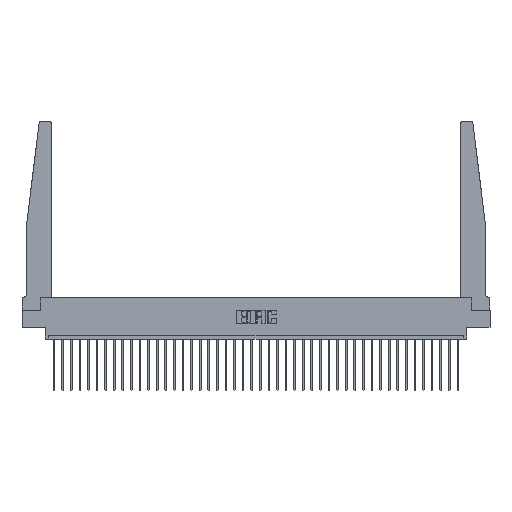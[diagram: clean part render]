
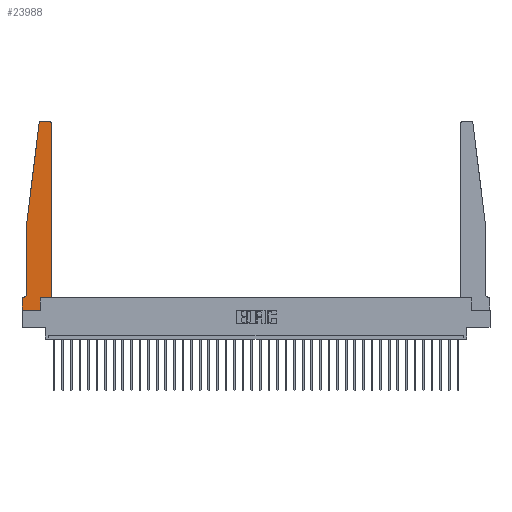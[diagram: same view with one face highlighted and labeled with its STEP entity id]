
A CAD part, top view. The second image highlights one B-rep face of the part: STEP entity #23988.
In plain terms, the highlighted planar face has unit normal (0, 0, 1).
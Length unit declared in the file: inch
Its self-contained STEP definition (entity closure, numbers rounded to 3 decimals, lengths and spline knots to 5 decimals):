
#289 = ORIENTED_EDGE ( 'NONE', *, *, #11401, .T. ) ;
#847 = VERTEX_POINT ( 'NONE', #1942 ) ;
#1076 = FACE_OUTER_BOUND ( 'NONE', #33528, .T. ) ;
#1086 = DIRECTION ( 'NONE',  ( 0., -1., 0. ) ) ;
#1600 = DIRECTION ( 'NONE',  ( -1., 0., 0. ) ) ;
#1942 = CARTESIAN_POINT ( 'NONE',  ( 0.065, 0.2375, 0.37 ) ) ;
#2250 = VECTOR ( 'NONE', #27466, 39.37008 ) ;
#2573 = VERTEX_POINT ( 'NONE', #14027 ) ;
#2784 = EDGE_CURVE ( 'NONE', #6396, #18910, #12550, .T. ) ;
#3080 = ORIENTED_EDGE ( 'NONE', *, *, #16245, .T. ) ;
#3087 = ORIENTED_EDGE ( 'NONE', *, *, #2784, .T. ) ;
#3166 = CARTESIAN_POINT ( 'NONE',  ( 0.27653, 2.72, 0.37 ) ) ;
#3198 = VECTOR ( 'NONE', #10310, 39.37008 ) ;
#3898 = AXIS2_PLACEMENT_3D ( 'NONE', #9244, #17264, #14118 ) ;
#4089 = VECTOR ( 'NONE', #1086, 39.37008 ) ;
#5112 = VERTEX_POINT ( 'NONE', #6901 ) ;
#6048 = CARTESIAN_POINT ( 'NONE',  ( 0.425, 2.72, 0.37 ) ) ;
#6233 = EDGE_CURVE ( 'NONE', #23594, #32255, #12692, .T. ) ;
#6350 = VERTEX_POINT ( 'NONE', #10610 ) ;
#6396 = VERTEX_POINT ( 'NONE', #29554 ) ;
#6609 = CARTESIAN_POINT ( 'NONE',  ( 0.25, 2.75, 0.37 ) ) ;
#6901 = CARTESIAN_POINT ( 'NONE',  ( 0.2605, 0.18, 0.37 ) ) ;
#8556 = DIRECTION ( 'NONE',  ( 1., 0., 0. ) ) ;
#8974 = EDGE_CURVE ( 'NONE', #18910, #2573, #25312, .T. ) ;
#9027 = VECTOR ( 'NONE', #23042, 39.37008 ) ;
#9244 = CARTESIAN_POINT ( 'NONE',  ( 0., 0.1875, 0.37 ) ) ;
#9526 = DIRECTION ( 'NONE',  ( 1., 0., 0. ) ) ;
#9570 = DIRECTION ( 'NONE',  ( 0., 0., -1. ) ) ;
#9656 = CARTESIAN_POINT ( 'NONE',  ( 0.2605, 0.18, 0.37 ) ) ;
#10310 = DIRECTION ( 'NONE',  ( 1., 0., 0. ) ) ;
#10610 = CARTESIAN_POINT ( 'NONE',  ( 0., 0., 0.37 ) ) ;
#11401 = EDGE_CURVE ( 'NONE', #847, #23594, #21560, .T. ) ;
#12125 = AXIS2_PLACEMENT_3D ( 'NONE', #31384, #15247, #9526 ) ;
#12258 = ORIENTED_EDGE ( 'NONE', *, *, #8974, .T. ) ;
#12270 = VECTOR ( 'NONE', #23142, 39.37008 ) ;
#12550 = CIRCLE ( 'NONE', #18214, 0.03 ) ;
#12692 = LINE ( 'NONE', #33890, #24951 ) ;
#13111 = VECTOR ( 'NONE', #15041, 39.37008 ) ;
#13979 = EDGE_CURVE ( 'NONE', #2573, #847, #14152, .T. ) ;
#14027 = CARTESIAN_POINT ( 'NONE',  ( 0.065, 1.25, 0.37 ) ) ;
#14032 = ORIENTED_EDGE ( 'NONE', *, *, #21535, .T. ) ;
#14118 = DIRECTION ( 'NONE',  ( 1., 0., 0. ) ) ;
#14152 = LINE ( 'NONE', #24760, #21608 ) ;
#14291 = LINE ( 'NONE', #24900, #4089 ) ;
#14619 = CARTESIAN_POINT ( 'NONE',  ( 0.015, 0.2375, 0.37 ) ) ;
#15041 = DIRECTION ( 'NONE',  ( -0.122, -0.992, 0. ) ) ;
#15247 = DIRECTION ( 'NONE',  ( 0., 0., 1. ) ) ;
#15899 = ORIENTED_EDGE ( 'NONE', *, *, #28288, .T. ) ;
#15994 = LINE ( 'NONE', #34055, #29977 ) ;
#16083 = EDGE_CURVE ( 'NONE', #27330, #26030, #25753, .T. ) ;
#16245 = EDGE_CURVE ( 'NONE', #19189, #6396, #27802, .T. ) ;
#17264 = DIRECTION ( 'NONE',  ( 0., 0., 1. ) ) ;
#18214 = AXIS2_PLACEMENT_3D ( 'NONE', #3166, #22105, #8556 ) ;
#18235 = CIRCLE ( 'NONE', #12125, 0.03 ) ;
#18910 = VERTEX_POINT ( 'NONE', #27503 ) ;
#18925 = EDGE_CURVE ( 'NONE', #32255, #6350, #14291, .T. ) ;
#19189 = VERTEX_POINT ( 'NONE', #24343 ) ;
#19215 = CARTESIAN_POINT ( 'NONE',  ( 0.015, 0.1875, 0.37 ) ) ;
#19361 = ORIENTED_EDGE ( 'NONE', *, *, #18925, .T. ) ;
#20271 = CARTESIAN_POINT ( 'NONE',  ( 0.065, 1.25, 0.37 ) ) ;
#21535 = EDGE_CURVE ( 'NONE', #6350, #24371, #24065, .T. ) ;
#21560 = CIRCLE ( 'NONE', #30421, 0.05 ) ;
#21608 = VECTOR ( 'NONE', #27692, 39.37008 ) ;
#21786 = PLANE ( 'NONE',  #3898 ) ;
#22071 = CARTESIAN_POINT ( 'NONE',  ( 0.2605, 0., 0.37 ) ) ;
#22105 = DIRECTION ( 'NONE',  ( 0., 0., 1. ) ) ;
#22158 = EDGE_CURVE ( 'NONE', #26030, #19189, #18235, .T. ) ;
#23042 = DIRECTION ( 'NONE',  ( 0., 1., 0. ) ) ;
#23142 = DIRECTION ( 'NONE',  ( 0., 1., 0. ) ) ;
#23594 = VERTEX_POINT ( 'NONE', #19215 ) ;
#23744 = ORIENTED_EDGE ( 'NONE', *, *, #6233, .T. ) ;
#23988 = ADVANCED_FACE ( 'NONE', ( #1076 ), #21786, .T. ) ;
#24065 = LINE ( 'NONE', #34117, #3198 ) ;
#24287 = EDGE_CURVE ( 'NONE', #5112, #27330, #15994, .T. ) ;
#24343 = CARTESIAN_POINT ( 'NONE',  ( 0.395, 2.75, 0.37 ) ) ;
#24371 = VERTEX_POINT ( 'NONE', #22071 ) ;
#24760 = CARTESIAN_POINT ( 'NONE',  ( 0.065, 1.25, 0.37 ) ) ;
#24900 = CARTESIAN_POINT ( 'NONE',  ( 0., 0., 0.37 ) ) ;
#24951 = VECTOR ( 'NONE', #1600, 39.37008 ) ;
#25312 = LINE ( 'NONE', #20271, #13111 ) ;
#25753 = LINE ( 'NONE', #31459, #12270 ) ;
#26030 = VERTEX_POINT ( 'NONE', #6048 ) ;
#27049 = ORIENTED_EDGE ( 'NONE', *, *, #24287, .T. ) ;
#27330 = VERTEX_POINT ( 'NONE', #32902 ) ;
#27466 = DIRECTION ( 'NONE',  ( -1., 0., 0. ) ) ;
#27503 = CARTESIAN_POINT ( 'NONE',  ( 0.24675, 2.72367, 0.37 ) ) ;
#27692 = DIRECTION ( 'NONE',  ( 0., -1., 0. ) ) ;
#27802 = LINE ( 'NONE', #6609, #2250 ) ;
#28288 = EDGE_CURVE ( 'NONE', #24371, #5112, #30850, .T. ) ;
#29360 = DIRECTION ( 'NONE',  ( 1., 0., 0. ) ) ;
#29554 = CARTESIAN_POINT ( 'NONE',  ( 0.27653, 2.75, 0.37 ) ) ;
#29977 = VECTOR ( 'NONE', #29360, 39.37008 ) ;
#30421 = AXIS2_PLACEMENT_3D ( 'NONE', #14619, #9570, #33030 ) ;
#30850 = LINE ( 'NONE', #9656, #9027 ) ;
#31384 = CARTESIAN_POINT ( 'NONE',  ( 0.395, 2.72, 0.37 ) ) ;
#31459 = CARTESIAN_POINT ( 'NONE',  ( 0.425, 0.18, 0.37 ) ) ;
#31821 = ORIENTED_EDGE ( 'NONE', *, *, #13979, .T. ) ;
#32255 = VERTEX_POINT ( 'NONE', #33436 ) ;
#32902 = CARTESIAN_POINT ( 'NONE',  ( 0.425, 0.18, 0.37 ) ) ;
#33030 = DIRECTION ( 'NONE',  ( -1., 0., 0. ) ) ;
#33436 = CARTESIAN_POINT ( 'NONE',  ( 0., 0.1875, 0.37 ) ) ;
#33528 = EDGE_LOOP ( 'NONE', ( #3080, #3087, #12258, #31821, #289, #23744, #19361, #14032, #15899, #27049, #34062, #34324 ) ) ;
#33890 = CARTESIAN_POINT ( 'NONE',  ( 0.065, 0.1875, 0.37 ) ) ;
#34055 = CARTESIAN_POINT ( 'NONE',  ( 0.425, 0.18, 0.37 ) ) ;
#34062 = ORIENTED_EDGE ( 'NONE', *, *, #16083, .T. ) ;
#34117 = CARTESIAN_POINT ( 'NONE',  ( 0., 0., 0.37 ) ) ;
#34324 = ORIENTED_EDGE ( 'NONE', *, *, #22158, .T. ) ;
